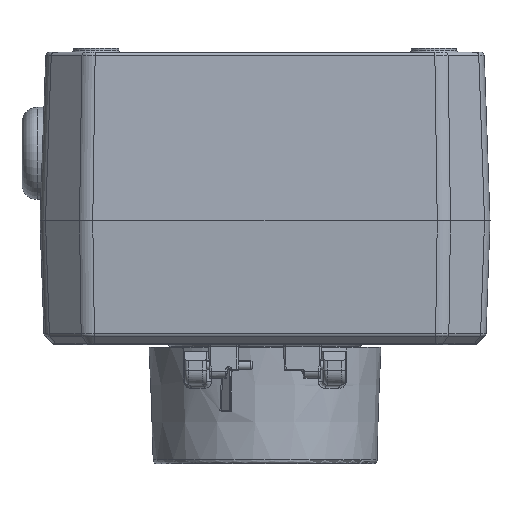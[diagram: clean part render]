
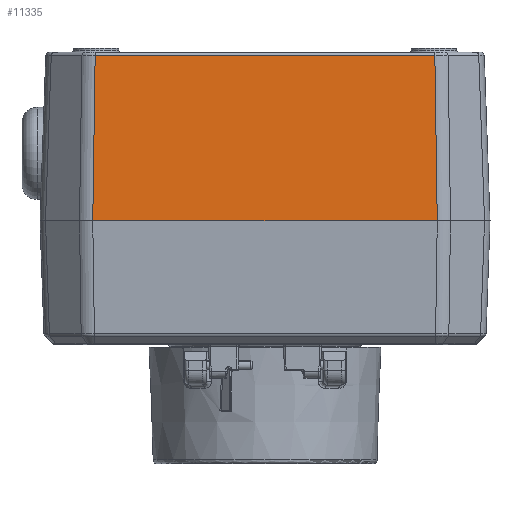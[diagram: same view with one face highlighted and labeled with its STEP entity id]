
A CAD part, front view. The second image highlights one B-rep face of the part: STEP entity #11335.
In plain terms, the highlighted planar face has unit normal (0, -0.999, 0.035).
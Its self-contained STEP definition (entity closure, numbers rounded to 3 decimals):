
#411 = CARTESIAN_POINT ( 'NONE',  ( -45.279, -61.462, -1.965 ) ) ;
#592 = CARTESIAN_POINT ( 'NONE',  ( -45.93, -63., -46. ) ) ;
#1163 = EDGE_CURVE ( 'NONE', #15327, #13838, #6326, .T. ) ;
#1626 = DIRECTION ( 'NONE',  ( -0.014, 0.035, 0.999 ) ) ;
#1738 = CARTESIAN_POINT ( 'NONE',  ( -45.911, -62.953, -44.643 ) ) ;
#1831 = LINE ( 'NONE', #15685, #9010 ) ;
#1874 = CARTESIAN_POINT ( 'NONE',  ( 48., -63., -46. ) ) ;
#2132 = CARTESIAN_POINT ( 'NONE',  ( 45.293, -61.462, -1.965 ) ) ;
#2733 = CARTESIAN_POINT ( 'NONE',  ( -45.293, -61.462, -1.965 ) ) ;
#3555 = VERTEX_POINT ( 'NONE', #19227 ) ;
#3989 = LINE ( 'NONE', #15090, #12280 ) ;
#4533 = PLANE ( 'NONE',  #18825 ) ;
#5377 = EDGE_CURVE ( 'NONE', #15061, #15327, #6869, .T. ) ;
#6075 = ORIENTED_EDGE ( 'NONE', *, *, #5377, .T. ) ;
#6268 = FACE_OUTER_BOUND ( 'NONE', #8439, .T. ) ;
#6326 = LINE ( 'NONE', #1738, #7381 ) ;
#6869 = LINE ( 'NONE', #411, #12157 ) ;
#7381 = VECTOR ( 'NONE', #7976, 1000. ) ;
#7976 = DIRECTION ( 'NONE',  ( -0.014, -0.035, -0.999 ) ) ;
#8439 = EDGE_LOOP ( 'NONE', ( #18439, #6075, #10464, #14390 ) ) ;
#9010 = VECTOR ( 'NONE', #1626, 1000. ) ;
#10464 = ORIENTED_EDGE ( 'NONE', *, *, #1163, .T. ) ;
#11080 = DIRECTION ( 'NONE',  ( 0., -0.035, -0.999 ) ) ;
#11335 = ADVANCED_FACE ( 'NONE', ( #6268 ), #4533, .T. ) ;
#11584 = DIRECTION ( 'NONE',  ( -1., 0., 0. ) ) ;
#12157 = VECTOR ( 'NONE', #11584, 1000. ) ;
#12280 = VECTOR ( 'NONE', #19578, 1000. ) ;
#12848 = EDGE_CURVE ( 'NONE', #3555, #13838, #3989, .T. ) ;
#13766 = EDGE_CURVE ( 'NONE', #3555, #15061, #1831, .T. ) ;
#13838 = VERTEX_POINT ( 'NONE', #592 ) ;
#14390 = ORIENTED_EDGE ( 'NONE', *, *, #12848, .F. ) ;
#15061 = VERTEX_POINT ( 'NONE', #2132 ) ;
#15090 = CARTESIAN_POINT ( 'NONE',  ( 48., -63., -46. ) ) ;
#15327 = VERTEX_POINT ( 'NONE', #2733 ) ;
#15629 = DIRECTION ( 'NONE',  ( 0., -0.999, 0.035 ) ) ;
#15685 = CARTESIAN_POINT ( 'NONE',  ( 45.931, -63.001, -46.03 ) ) ;
#18439 = ORIENTED_EDGE ( 'NONE', *, *, #13766, .T. ) ;
#18825 = AXIS2_PLACEMENT_3D ( 'NONE', #1874, #15629, #11080 ) ;
#19227 = CARTESIAN_POINT ( 'NONE',  ( 45.93, -63., -46. ) ) ;
#19578 = DIRECTION ( 'NONE',  ( -1., 0., 0. ) ) ;
